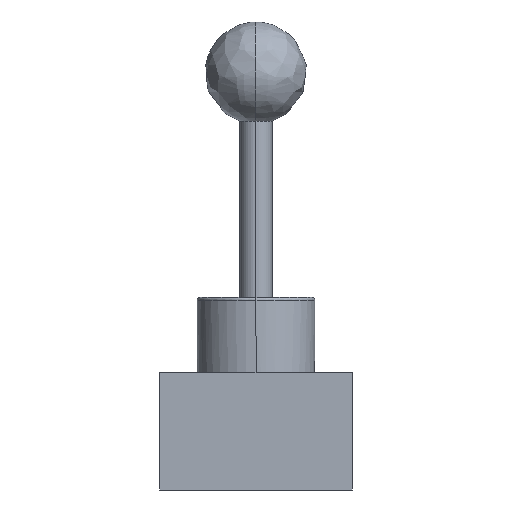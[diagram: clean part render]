
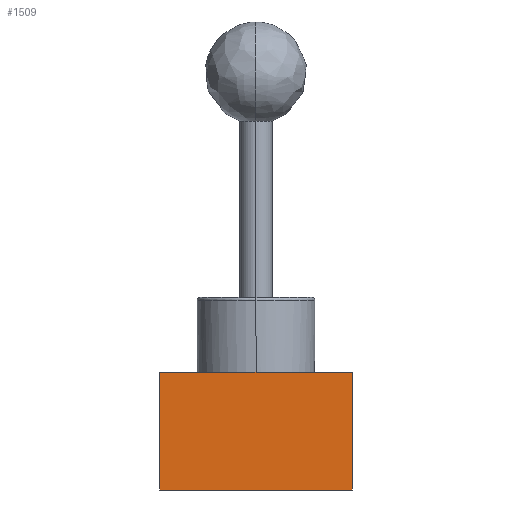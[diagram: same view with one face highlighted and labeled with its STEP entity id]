
A CAD part, left-side view. The second image highlights one B-rep face of the part: STEP entity #1509.
In plain terms, the highlighted planar face has unit normal (-1, 0, 0).
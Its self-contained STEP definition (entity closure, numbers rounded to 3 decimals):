
#64 = DIRECTION ( 'NONE',  ( 0., 0., -1. ) ) ;
#90 = CARTESIAN_POINT ( 'NONE',  ( -96.995, -24., 72.398 ) ) ;
#257 = CARTESIAN_POINT ( 'NONE',  ( -96.995, -42., 72.398 ) ) ;
#335 = CARTESIAN_POINT ( 'NONE',  ( -96.995, -24., 94.398 ) ) ;
#376 = VECTOR ( 'NONE', #578, 1000. ) ;
#489 = CARTESIAN_POINT ( 'NONE',  ( -96.995, -24., 94.398 ) ) ;
#562 = CARTESIAN_POINT ( 'NONE',  ( -96.995, -6., 94.398 ) ) ;
#578 = DIRECTION ( 'NONE',  ( 0., 1., 0. ) ) ;
#590 = ORIENTED_EDGE ( 'NONE', *, *, #2193, .F. ) ;
#699 = EDGE_LOOP ( 'NONE', ( #590, #2110, #2271, #999, #2053 ) ) ;
#811 = LINE ( 'NONE', #1841, #1413 ) ;
#846 = LINE ( 'NONE', #90, #376 ) ;
#848 = EDGE_CURVE ( 'NONE', #1769, #2101, #1673, .T. ) ;
#977 = EDGE_CURVE ( 'NONE', #1223, #1751, #1639, .T. ) ;
#999 = ORIENTED_EDGE ( 'NONE', *, *, #1595, .F. ) ;
#1067 = CARTESIAN_POINT ( 'NONE',  ( -96.995, -42., 72.398 ) ) ;
#1101 = CARTESIAN_POINT ( 'NONE',  ( -96.995, -42., 83.398 ) ) ;
#1117 = DIRECTION ( 'NONE',  ( 0., -1., 0. ) ) ;
#1203 = AXIS2_PLACEMENT_3D ( 'NONE', #257, #1299, #1626 ) ;
#1223 = VERTEX_POINT ( 'NONE', #1501 ) ;
#1229 = VECTOR ( 'NONE', #2183, 1000. ) ;
#1272 = LINE ( 'NONE', #1843, #1229 ) ;
#1299 = DIRECTION ( 'NONE',  ( 1., 0., 0. ) ) ;
#1413 = VECTOR ( 'NONE', #1117, 1000. ) ;
#1440 = VECTOR ( 'NONE', #2094, 1000. ) ;
#1501 = CARTESIAN_POINT ( 'NONE',  ( -96.995, -42., 94.398 ) ) ;
#1509 = ADVANCED_FACE ( 'NONE', ( #1587 ), #2174, .F. ) ;
#1559 = VECTOR ( 'NONE', #64, 1000. ) ;
#1587 = FACE_OUTER_BOUND ( 'NONE', #699, .T. ) ;
#1595 = EDGE_CURVE ( 'NONE', #1751, #2016, #846, .T. ) ;
#1626 = DIRECTION ( 'NONE',  ( 0., 1., 0. ) ) ;
#1639 = LINE ( 'NONE', #1101, #1559 ) ;
#1673 = LINE ( 'NONE', #335, #1440 ) ;
#1701 = CARTESIAN_POINT ( 'NONE',  ( -96.995, -6., 72.398 ) ) ;
#1751 = VERTEX_POINT ( 'NONE', #1067 ) ;
#1769 = VERTEX_POINT ( 'NONE', #562 ) ;
#1796 = EDGE_CURVE ( 'NONE', #2016, #1769, #1272, .T. ) ;
#1841 = CARTESIAN_POINT ( 'NONE',  ( -96.995, -24., 94.398 ) ) ;
#1843 = CARTESIAN_POINT ( 'NONE',  ( -96.995, -6., 83.398 ) ) ;
#2016 = VERTEX_POINT ( 'NONE', #1701 ) ;
#2053 = ORIENTED_EDGE ( 'NONE', *, *, #977, .F. ) ;
#2094 = DIRECTION ( 'NONE',  ( 0., -1., 0. ) ) ;
#2101 = VERTEX_POINT ( 'NONE', #489 ) ;
#2110 = ORIENTED_EDGE ( 'NONE', *, *, #848, .F. ) ;
#2174 = PLANE ( 'NONE',  #1203 ) ;
#2183 = DIRECTION ( 'NONE',  ( 0., 0., 1. ) ) ;
#2193 = EDGE_CURVE ( 'NONE', #2101, #1223, #811, .T. ) ;
#2271 = ORIENTED_EDGE ( 'NONE', *, *, #1796, .F. ) ;
